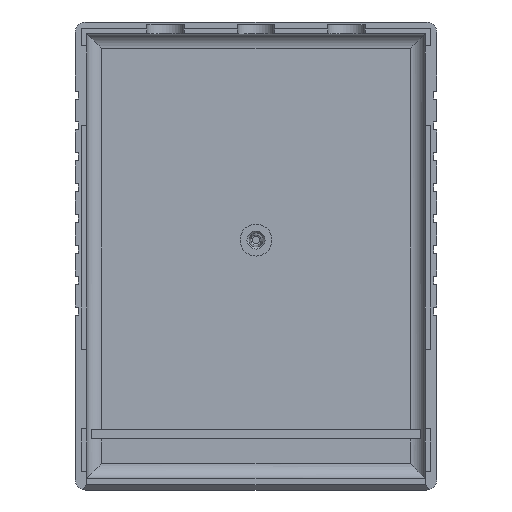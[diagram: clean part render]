
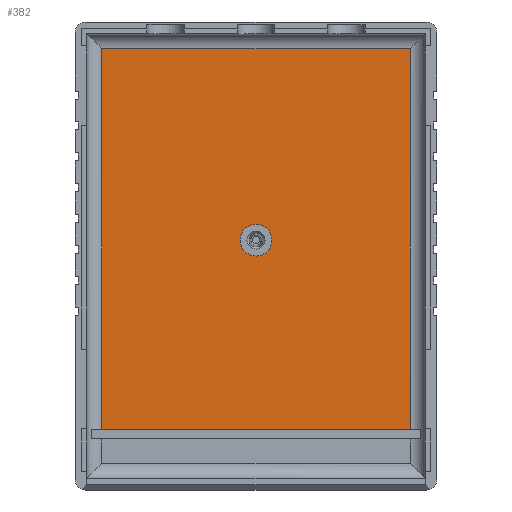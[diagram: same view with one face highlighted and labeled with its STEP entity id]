
A CAD part, front view. The second image highlights one B-rep face of the part: STEP entity #382.
In plain terms, the highlighted planar face has unit normal (0, -1, 0).
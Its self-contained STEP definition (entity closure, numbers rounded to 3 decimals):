
#32 = VERTEX_POINT('',#33);
#33 = CARTESIAN_POINT('',(-29.,9.8,-5.));
#40 = EDGE_CURVE('',#32,#41,#43,.T.);
#41 = VERTEX_POINT('',#42);
#42 = CARTESIAN_POINT('',(-29.,9.8,-76.6));
#43 = LINE('',#44,#45);
#44 = CARTESIAN_POINT('',(-29.,9.8,-2.2));
#45 = VECTOR('',#46,1.);
#46 = DIRECTION('',(0.,0.,-1.));
#364 = VERTEX_POINT('',#365);
#365 = CARTESIAN_POINT('',(29.,9.8,-76.6));
#372 = EDGE_CURVE('',#41,#364,#373,.T.);
#373 = LINE('',#374,#375);
#374 = CARTESIAN_POINT('',(0.,9.8,-76.6));
#375 = VECTOR('',#376,1.);
#376 = DIRECTION('',(1.,0.,0.));
#382 = ADVANCED_FACE('',(#383,#401),#412,.F.);
#383 = FACE_BOUND('',#384,.F.);
#384 = EDGE_LOOP('',(#385,#386,#394,#400));
#385 = ORIENTED_EDGE('',*,*,#40,.F.);
#386 = ORIENTED_EDGE('',*,*,#387,.F.);
#387 = EDGE_CURVE('',#388,#32,#390,.T.);
#388 = VERTEX_POINT('',#389);
#389 = CARTESIAN_POINT('',(29.,9.8,-5.));
#390 = LINE('',#391,#392);
#391 = CARTESIAN_POINT('',(31.8,9.8,-5.));
#392 = VECTOR('',#393,1.);
#393 = DIRECTION('',(-1.,0.,0.));
#394 = ORIENTED_EDGE('',*,*,#395,.F.);
#395 = EDGE_CURVE('',#364,#388,#396,.T.);
#396 = LINE('',#397,#398);
#397 = CARTESIAN_POINT('',(29.,9.8,-85.8));
#398 = VECTOR('',#399,1.);
#399 = DIRECTION('',(0.,0.,1.));
#400 = ORIENTED_EDGE('',*,*,#372,.F.);
#401 = FACE_BOUND('',#402,.F.);
#402 = EDGE_LOOP('',(#403));
#403 = ORIENTED_EDGE('',*,*,#404,.T.);
#404 = EDGE_CURVE('',#405,#405,#407,.T.);
#405 = VERTEX_POINT('',#406);
#406 = CARTESIAN_POINT('',(0.,9.8,-44.));
#407 = CIRCLE('',#408,3.);
#408 = AXIS2_PLACEMENT_3D('',#409,#410,#411);
#409 = CARTESIAN_POINT('',(0.,9.8,-41.));
#410 = DIRECTION('',(0.,-1.,0.));
#411 = DIRECTION('',(0.,0.,-1.));
#412 = PLANE('',#413);
#413 = AXIS2_PLACEMENT_3D('',#414,#415,#416);
#414 = CARTESIAN_POINT('',(0.,9.8,-44.));
#415 = DIRECTION('',(0.,1.,0.));
#416 = DIRECTION('',(0.,0.,1.));
